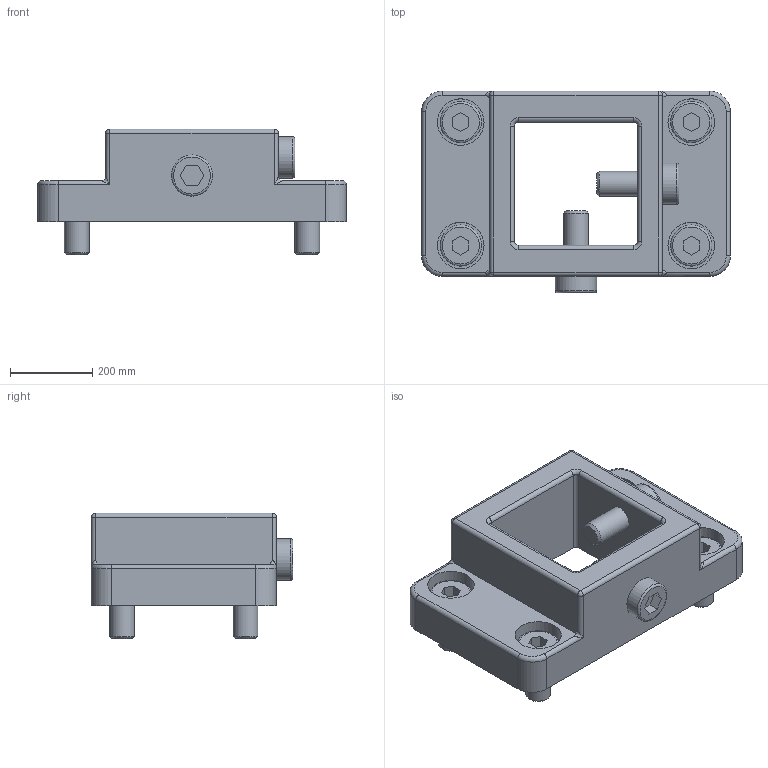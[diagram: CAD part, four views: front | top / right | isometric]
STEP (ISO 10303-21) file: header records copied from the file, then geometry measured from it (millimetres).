
FILE_DESCRIPTION(/* description */ (''),/* implementation_level */ '2;1');
FILE_NAME(/* name */ '44-030-3.stp',/* time_stamp */ '2024-04-30T11:02:49-04:00',/* author */ ('jmurphy'),/* organization */ (''),/* preprocessor_version */ 'ST-DEVELOPER v18.1',/* originating_system */ 'AutoCAD Mechanical',/* authorisation */ '');
FILE_SCHEMA (('AUTOMOTIVE_DESIGN { 1 0 10303 214 3 1 1 }'));
Length unit declared in the file: centimetre
Products named in the file (1): Product
Bounding box: 750 x 490 x 305 mm (x, y, z)
Volume: 37286849.4 mm3; surface area: 1628275.4 mm2
Topology: 7 solids, 7 shells, 154 faces, 338 edges, 210 vertices
Faces by surface type: plane 78, cylinder 48, torus 14, cone 6, bspline 4, sphere 4
Full cylindrical faces by diameter (mm): 60 x6, 65 x6, 100 x6, 113 x4
Entity records: 4539 total; most frequent: CARTESIAN_POINT 1039, DIRECTION 756, ORIENTED_EDGE 668, EDGE_CURVE 334, AXIS2_PLACEMENT_3D 279, VERTEX_POINT 210, LINE 198, VECTOR 198
